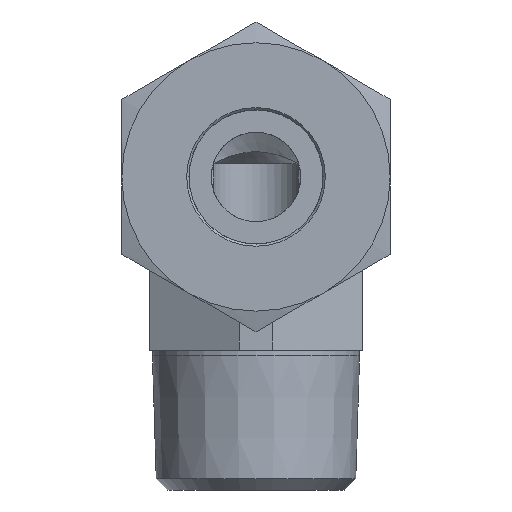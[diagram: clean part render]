
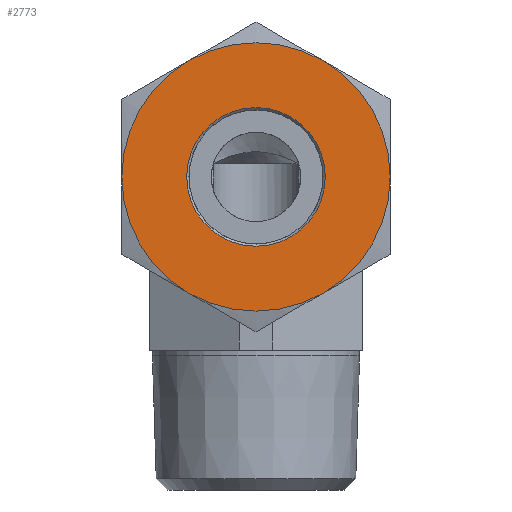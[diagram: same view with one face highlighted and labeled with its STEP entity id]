
A CAD part, front view. The second image highlights one B-rep face of the part: STEP entity #2773.
In plain terms, the highlighted face is planar.
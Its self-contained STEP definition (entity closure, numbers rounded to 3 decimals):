
#2677=CARTESIAN_POINT('',(6.2,0.,17.5));
#2678=VERTEX_POINT('',#2677);
#2679=CARTESIAN_POINT('',(0.0,0.0,17.5));
#2680=DIRECTION('',(0.0,0.0,1.0));
#2681=DIRECTION('',(-1.0,0.0,0.0));
#2682=AXIS2_PLACEMENT_3D('',#2679,#2680,#2681);
#2683=CIRCLE('',#2682,6.2);
#2684=EDGE_CURVE('',#2678,#2678,#2683,.T.);
#2709=CARTESIAN_POINT('',(0.,0.,17.5));
#2710=DIRECTION('',(0.0,0.0,1.0));
#2711=DIRECTION('',(1.0,0.0,0.0));
#2712=AXIS2_PLACEMENT_3D('',#2709,#2710,#2711);
#2713=PLANE('',#2712);
#2714=CARTESIAN_POINT('',(-6.,-10.392,17.5));
#2715=VERTEX_POINT('',#2714);
#2716=CARTESIAN_POINT('',(6.,-10.392,17.5));
#2717=VERTEX_POINT('',#2716);
#2718=CARTESIAN_POINT('',(0.0,0.0,17.5));
#2719=DIRECTION('',(0.0,0.0,1.0));
#2720=DIRECTION('',(-0.5,-0.866,0.0));
#2721=AXIS2_PLACEMENT_3D('',#2718,#2719,#2720);
#2722=CIRCLE('',#2721,12.);
#2723=EDGE_CURVE('',#2715,#2717,#2722,.T.);
#2724=ORIENTED_EDGE('',*,*,#2723,.T.);
#2725=CARTESIAN_POINT('',(12.0,0.,17.5));
#2726=VERTEX_POINT('',#2725);
#2727=CARTESIAN_POINT('',(0.0,0.0,17.5));
#2728=DIRECTION('',(0.0,0.0,1.0));
#2729=DIRECTION('',(-0.5,-0.866,0.0));
#2730=AXIS2_PLACEMENT_3D('',#2727,#2728,#2729);
#2731=CIRCLE('',#2730,12.);
#2732=EDGE_CURVE('',#2717,#2726,#2731,.T.);
#2733=ORIENTED_EDGE('',*,*,#2732,.T.);
#2734=CARTESIAN_POINT('',(6.,10.392,17.5));
#2735=VERTEX_POINT('',#2734);
#2736=CARTESIAN_POINT('',(0.0,0.0,17.5));
#2737=DIRECTION('',(0.0,0.0,1.0));
#2738=DIRECTION('',(-0.5,-0.866,0.0));
#2739=AXIS2_PLACEMENT_3D('',#2736,#2737,#2738);
#2740=CIRCLE('',#2739,12.);
#2741=EDGE_CURVE('',#2726,#2735,#2740,.T.);
#2742=ORIENTED_EDGE('',*,*,#2741,.T.);
#2743=CARTESIAN_POINT('',(-6.,10.392,17.5));
#2744=VERTEX_POINT('',#2743);
#2745=CARTESIAN_POINT('',(0.0,0.0,17.5));
#2746=DIRECTION('',(0.0,0.0,1.0));
#2747=DIRECTION('',(-0.5,-0.866,0.0));
#2748=AXIS2_PLACEMENT_3D('',#2745,#2746,#2747);
#2749=CIRCLE('',#2748,12.);
#2750=EDGE_CURVE('',#2735,#2744,#2749,.T.);
#2751=ORIENTED_EDGE('',*,*,#2750,.T.);
#2752=CARTESIAN_POINT('',(-12.,0.0,17.5));
#2753=VERTEX_POINT('',#2752);
#2754=CARTESIAN_POINT('',(0.0,0.0,17.5));
#2755=DIRECTION('',(0.0,0.0,1.0));
#2756=DIRECTION('',(-0.5,-0.866,0.0));
#2757=AXIS2_PLACEMENT_3D('',#2754,#2755,#2756);
#2758=CIRCLE('',#2757,12.);
#2759=EDGE_CURVE('',#2744,#2753,#2758,.T.);
#2760=ORIENTED_EDGE('',*,*,#2759,.T.);
#2761=CARTESIAN_POINT('',(0.0,0.0,17.5));
#2762=DIRECTION('',(0.0,0.0,1.0));
#2763=DIRECTION('',(-0.5,-0.866,0.0));
#2764=AXIS2_PLACEMENT_3D('',#2761,#2762,#2763);
#2765=CIRCLE('',#2764,12.);
#2766=EDGE_CURVE('',#2753,#2715,#2765,.T.);
#2767=ORIENTED_EDGE('',*,*,#2766,.T.);
#2768=EDGE_LOOP('',(#2724,#2733,#2742,#2751,#2760,#2767));
#2769=FACE_OUTER_BOUND('',#2768,.T.);
#2770=ORIENTED_EDGE('',*,*,#2684,.F.);
#2771=EDGE_LOOP('',(#2770));
#2772=FACE_BOUND('',#2771,.T.);
#2773=ADVANCED_FACE('',(#2769,#2772),#2713,.T.);
